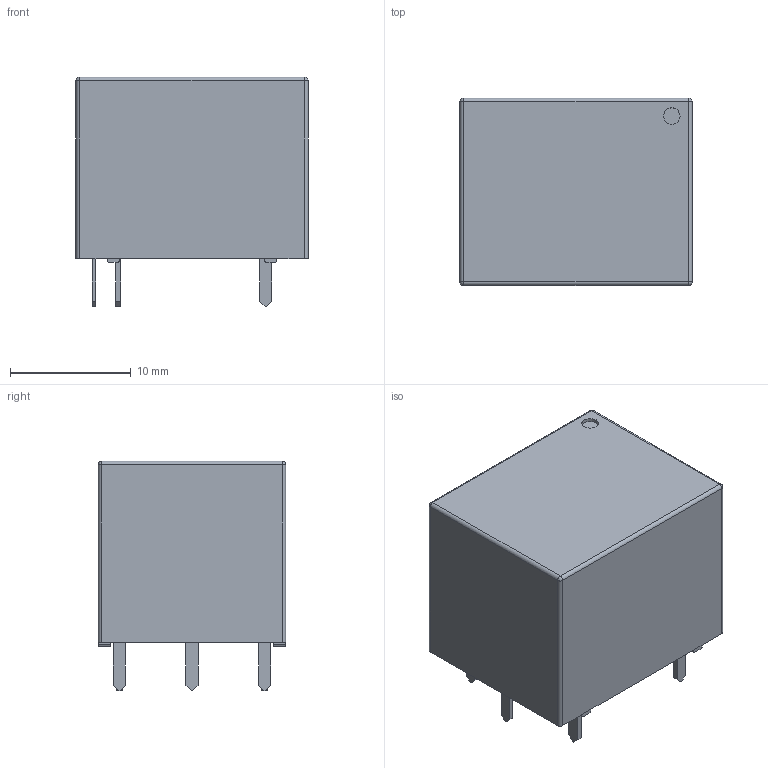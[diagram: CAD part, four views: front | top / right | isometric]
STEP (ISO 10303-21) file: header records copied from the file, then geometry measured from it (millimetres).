
FILE_DESCRIPTION(('FreeCAD Model'),'2;1');
FILE_NAME('SH_124D1F.step', '2020-04-13T20:31:19',('kicad StepUp'),('ksu MCAD'), 'Open CASCADE STEP processor 7.3','FreeCAD','Unknown');
FILE_SCHEMA(('AUTOMOTIVE_DESIGN { 1 0 10303 214 1 1 1 1 }'));
Length unit declared in the file: millimetre
Products named in the file (1): SH_124D1F
Bounding box: 19.2 x 15.5 x 19 mm (x, y, z)
Volume: 4401.4 mm3; surface area: 1694.8 mm2
Topology: 6 solids, 6 shells, 100 faces, 233 edges, 142 vertices
Faces by surface type: plane 75, cylinder 21, sphere 4
Full cylindrical faces by diameter (mm): 1.365 x1
Entity records: 3460 total; most frequent: CARTESIAN_POINT 472, DIRECTION 469, ORIENTED_EDGE 458, EDGE_CURVE 229, LINE 191, VECTOR 191, VERTEX_POINT 142, AXIS2_PLACEMENT_3D 139
